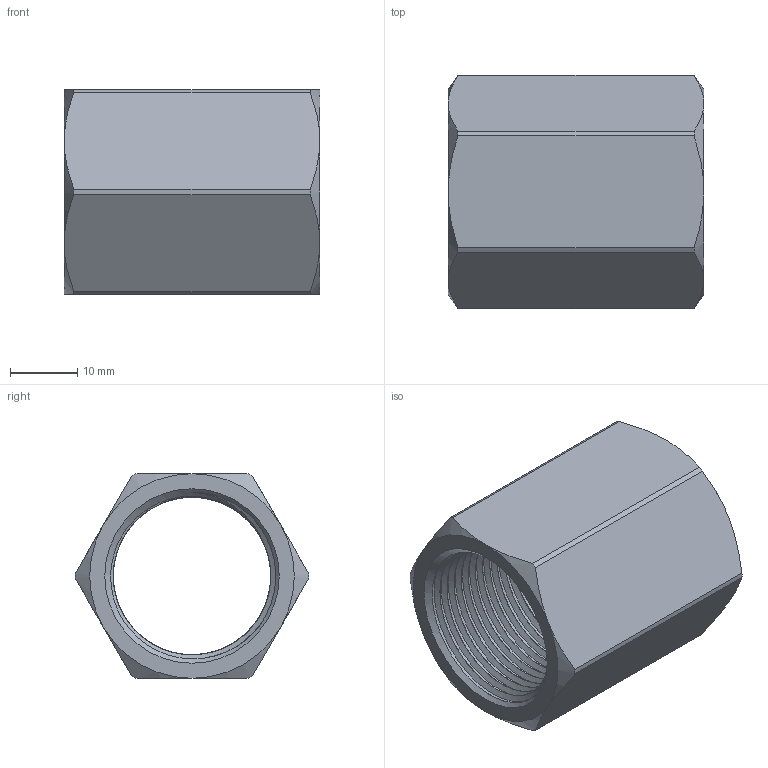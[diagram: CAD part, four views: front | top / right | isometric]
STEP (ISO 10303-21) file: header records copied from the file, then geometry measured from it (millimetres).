
FILE_DESCRIPTION(/* description */ ('Adapter Metall Ex IG-IG M 25x1,5 / M 25x1,5'),/* implementation_level */ '2;1');
FILE_NAME(/* name */ 'AUA1313YXN-RST.stp',/* time_stamp */ '2022-01-27T11:35:37+01:00',/* author */ ('sl'),/* organization */ (''),/* preprocessor_version */ 'ST-DEVELOPER v16.5',/* originating_system */ 'Autodesk Inventor 2017',/* authorisation */ '');
FILE_SCHEMA (('AUTOMOTIVE_DESIGN { 1 0 10303 214 3 1 1 }'));
Length unit declared in the file: millimetre
Products named in the file (1): AUA1313YXN
Bounding box: 38.11 x 34.77 x 30.5 mm (x, y, z)
Volume: 12789.2 mm3; surface area: 8912.7 mm2
Topology: 1 solids, 1 shells, 60 faces, 161 edges, 103 vertices
Faces by surface type: cylinder 31, cone 15, plane 10, bspline 4
Full cylindrical faces by diameter (mm): 23.478 x21
Entity records: 5269 total; most frequent: CARTESIAN_POINT 4468, ORIENTED_EDGE 172, DIRECTION 148, EDGE_CURVE 86, AXIS2_PLACEMENT_3D 68, VERTEX_POINT 54, EDGE_LOOP 42, FACE_OUTER_BOUND 37
